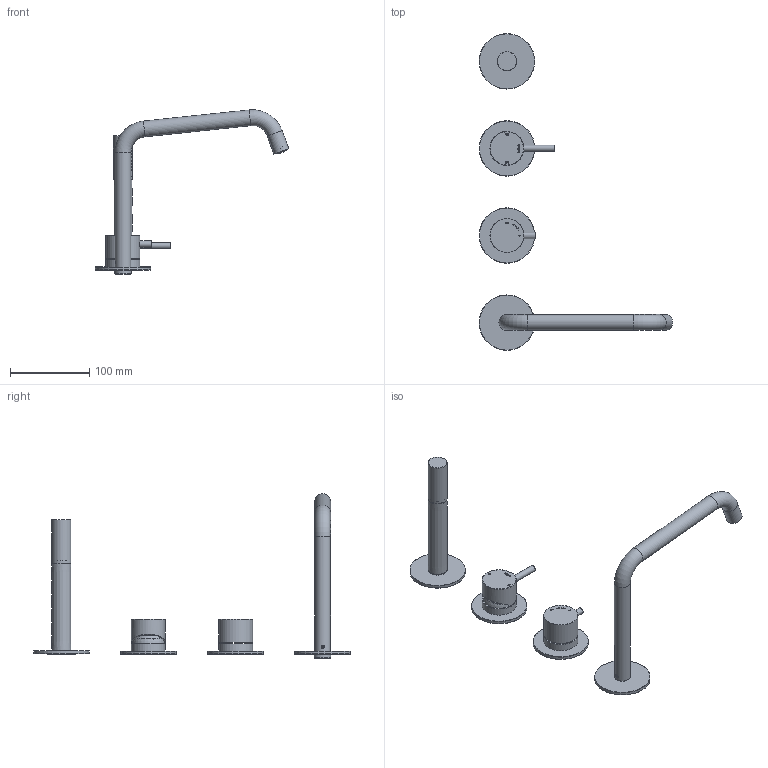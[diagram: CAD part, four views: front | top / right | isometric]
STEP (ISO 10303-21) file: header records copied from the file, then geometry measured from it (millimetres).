
FILE_DESCRIPTION(/* description */ ('Unknown'),/* implementation_level */ '2;1');
FILE_NAME(/* name */ 'AR083',/* time_stamp */ '2022-12-12T16:48:33+01:00',/* author */ ('Unknown'),/* organization */ ('Unknown'),/* preprocessor_version */ 'ST-DEVELOPER v16.7',/* originating_system */ 'DEX',/* authorisation */ $);
FILE_SCHEMA (('AUTOMOTIVE_DESIGN {1 0 10303 214 3 1 1}'));
Length unit declared in the file: millimetre
Products named in the file (26): AR083-00; AR031-04; AR031-001_oa_0; AR031-08; AR031-10; AR023-01_oa_1; AR023-02; AR023-01_oa_2; AR073-004 - ar083_oa_3; AR073-09_oa_4; AR083-04_oa_5; AR352-00_oa_6; C063155_00101ZZ INOX; A101064_01500ZZ; AR073-002_oa_7; AR073-03; AR032-07; CB095-003; CB003-002-1; CB003-002-2; CB003-002-3; CB003-002-4; AR023-001; AR023-03; AR004-08; AR023-04
Assembly tree (26 placements, depth 3):
  AR083-00
    AR031-04
    AR031-001_oa_0
      AR031-08
      AR031-10
    AR023-01_oa_1
    AR023-02  x2
    AR023-01_oa_2
    AR073-004 - ar083_oa_3
      AR073-09_oa_4
    AR083-04_oa_5
    AR352-00_oa_6
      C063155_00101ZZ INOX
      A101064_01500ZZ
    AR073-002_oa_7
      AR073-03
      AR032-07
    CB095-003
      CB003-002-1
      CB003-002-2
      CB003-002-3
      CB003-002-4
    AR023-001
      AR023-03
      AR004-08
    AR023-04
Bounding box: 244.4 x 400 x 207.57 mm (x, y, z)
Volume: 182175.7 mm3; surface area: 133389.6 mm2
Topology: 20 solids, 20 shells, 506 faces, 1236 edges, 806 vertices
Faces by surface type: plane 237, cylinder 141, cone 63, torus 42, bspline 23
Full cylindrical faces by diameter (mm): 0.913 x1, 0.916 x1, 1.2 x29, 3.242 x1, 4 x1, 4.2 x1, 4.7 x1, 4.8 x1, 4.917 x1, 5.1 x1, 6 x2, 7.9 x1, 8 x1, 8.2 x2, 10 x2, 11.027 x2, 12.159 x1, 12.196 x1, 12.45 x1, 13.464 x1, 14.2 x1, 14.577 x1, 15 x3, 15.033 x1, 15.218 x1, 15.229 x1, 15.417 x2, 16 x1, 16.3 x1, 16.5 x2
Entity records: 18454 total; most frequent: CARTESIAN_POINT 5242, DIRECTION 2075, ORIENTED_EDGE 1820, EDGE_CURVE 910, AXIS2_PLACEMENT_3D 851, FACE_BOUND 813, EDGE_LOOP 808, VERTEX_POINT 701
